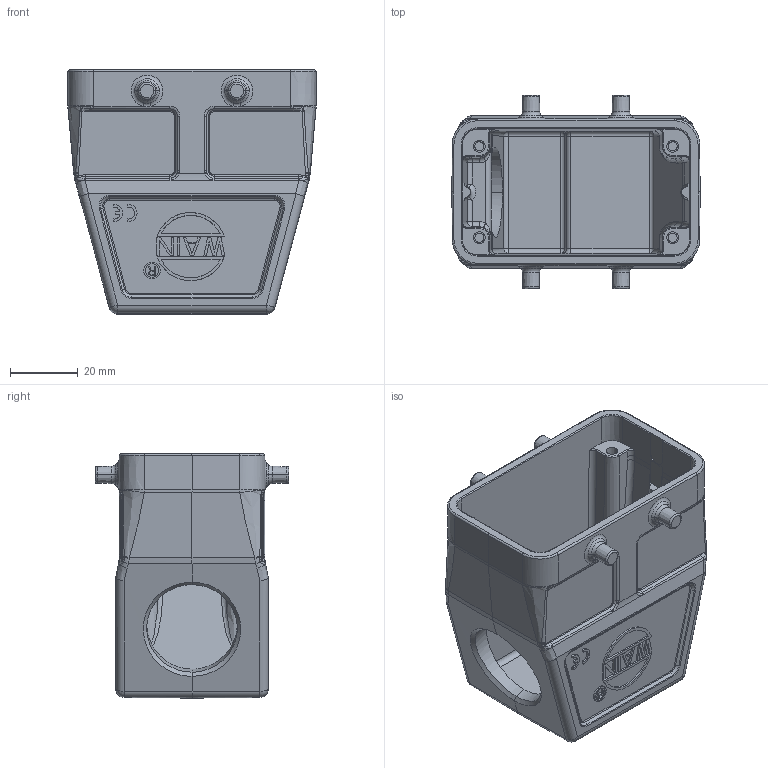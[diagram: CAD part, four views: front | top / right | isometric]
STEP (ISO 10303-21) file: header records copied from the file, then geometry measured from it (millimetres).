
FILE_DESCRIPTION(/* description */ (''),/* implementation_level */ '2;1');
FILE_NAME(/* name */ '3D_1240105305011_HV10B-SEH-4B-PG21_V1.1.stp',/* time_stamp */ '2024-01-06T13:56:24+08:00',/* author */ (''),/* organization */ (''),/* preprocessor_version */ 'ST-DEVELOPER v18.1',/* originating_system */ 'SIEMENS PLM Software NX 1980',/* authorisation */ '');
FILE_SCHEMA (('AUTOMOTIVE_DESIGN { 1 0 10303 214 3 1 1 1 }'));
Length unit declared in the file: millimetre
Products named in the file (1): 14590F483B6Atfzf
Bounding box: 73.2 x 57 x 72 mm (x, y, z)
Volume: 61340.8 mm3; surface area: 32429.4 mm2
Topology: 3 solids, 3 shells, 726 faces, 1800 edges, 1105 vertices
Faces by surface type: plane 274, cylinder 175, torus 113, cone 77, bspline 61, sphere 18, extrusion 8
Entity records: 25879 total; most frequent: CARTESIAN_POINT 9975, ORIENTED_EDGE 3580, DIRECTION 2882, EDGE_CURVE 1790, VERTEX_POINT 1105, AXIS2_PLACEMENT_3D 1055, VECTOR 772, LINE 764
